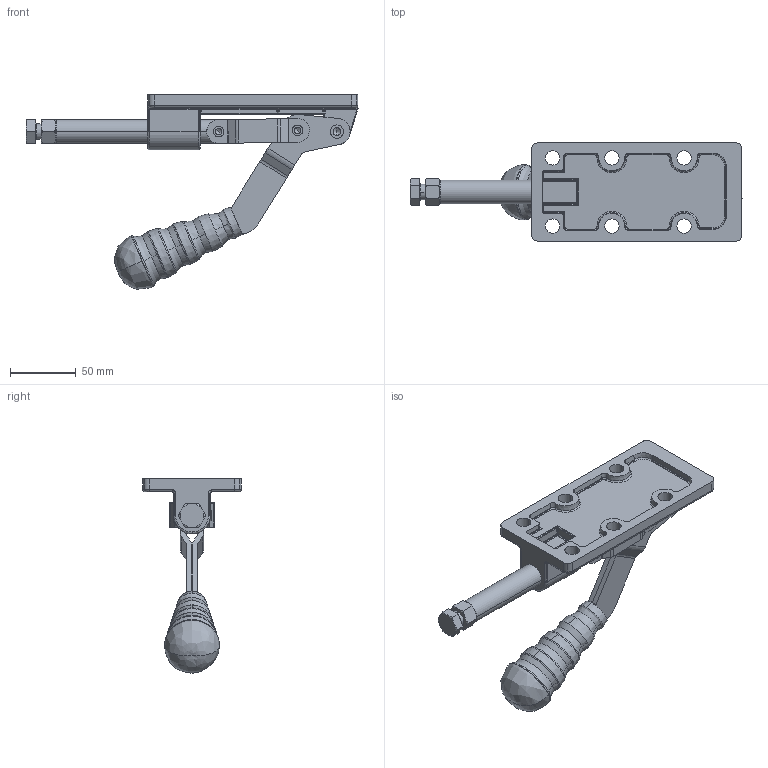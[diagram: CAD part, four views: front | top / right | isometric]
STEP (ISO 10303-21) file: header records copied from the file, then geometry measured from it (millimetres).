
FILE_DESCRIPTION((''),'2;1');
FILE_NAME('316.stp','2005-09-01T11:27:06',('CAD'),(''),'Autodesk Inventor 8','Autodesk Inventor 8','');
FILE_SCHEMA(('AUTOMOTIVE_DESIGN { 1 0 10303 214 1 1 1 1 }'));
Length unit declared in the file: millimetre
Products named in the file (1): Part13
Bounding box: 252.48 x 75 x 147.93 mm (x, y, z)
Volume: 265606 mm3; surface area: 78316.4 mm2
Topology: 1 solids, 4 shells, 883 faces, 2484 edges, 1512 vertices
Faces by surface type: plane 320, cylinder 244, bspline 146, cone 135, torus 34, sphere 4
Entity records: 32548 total; most frequent: CARTESIAN_POINT 10062, ORIENTED_EDGE 4896, DIRECTION 4851, EDGE_CURVE 2448, AXIS2_PLACEMENT_3D 1875, VERTEX_POINT 1512, VECTOR 1101, LINE 1101
